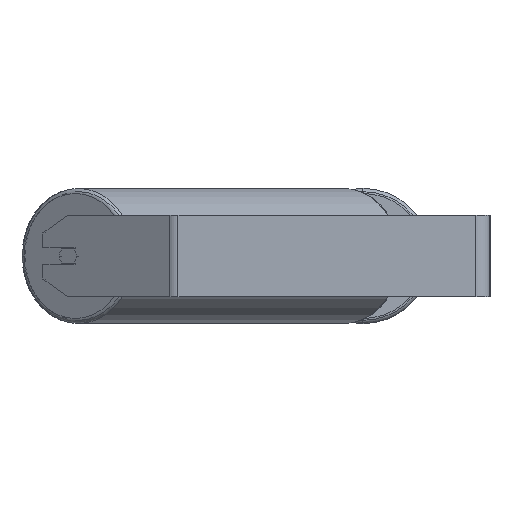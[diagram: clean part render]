
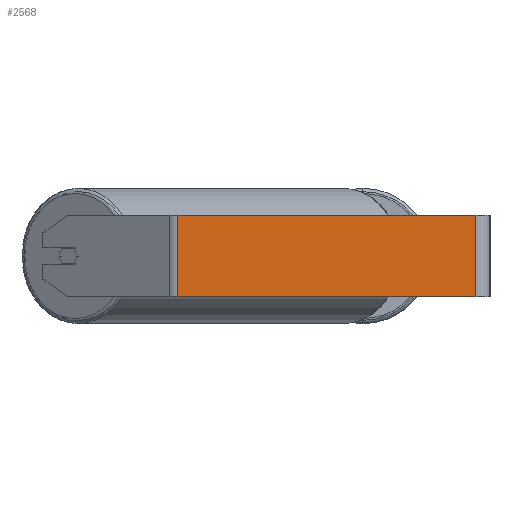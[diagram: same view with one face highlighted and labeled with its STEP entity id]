
A CAD part, left-side view. The second image highlights one B-rep face of the part: STEP entity #2568.
In plain terms, the highlighted planar face has unit normal (-1, 0, 0).
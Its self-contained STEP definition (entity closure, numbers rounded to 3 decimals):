
#431 = CARTESIAN_POINT ( 'NONE',  ( -745., 306.945, 40. ) ) ;
#916 = LINE ( 'NONE', #3630, #6503 ) ;
#1092 = LINE ( 'NONE', #431, #5954 ) ;
#1328 = LINE ( 'NONE', #6950, #6747 ) ;
#1490 = DIRECTION ( 'NONE',  ( 0., -1., 0. ) ) ;
#1579 = CARTESIAN_POINT ( 'NONE',  ( -745., 14., 40. ) ) ;
#1715 = FACE_OUTER_BOUND ( 'NONE', #3736, .T. ) ;
#1775 = EDGE_CURVE ( 'NONE', #2675, #3113, #916, .T. ) ;
#2568 = ADVANCED_FACE ( 'NONE', ( #1715 ), #3063, .F. ) ;
#2675 = VERTEX_POINT ( 'NONE', #5943 ) ;
#2727 = ORIENTED_EDGE ( 'NONE', *, *, #6423, .T. ) ;
#2780 = VERTEX_POINT ( 'NONE', #1579 ) ;
#3007 = VERTEX_POINT ( 'NONE', #4557 ) ;
#3063 = PLANE ( 'NONE',  #7165 ) ;
#3113 = VERTEX_POINT ( 'NONE', #7553 ) ;
#3630 = CARTESIAN_POINT ( 'NONE',  ( -745., 311.359, -40. ) ) ;
#3736 = EDGE_LOOP ( 'NONE', ( #5033, #4205, #5050, #2727 ) ) ;
#3774 = EDGE_CURVE ( 'NONE', #2780, #3113, #3958, .T. ) ;
#3812 = DIRECTION ( 'NONE',  ( 1., 0., 0. ) ) ;
#3936 = EDGE_CURVE ( 'NONE', #3007, #2780, #1328, .T. ) ;
#3958 = LINE ( 'NONE', #8713, #5769 ) ;
#4205 = ORIENTED_EDGE ( 'NONE', *, *, #3774, .F. ) ;
#4557 = CARTESIAN_POINT ( 'NONE',  ( -745., 306.945, 40. ) ) ;
#5033 = ORIENTED_EDGE ( 'NONE', *, *, #1775, .T. ) ;
#5050 = ORIENTED_EDGE ( 'NONE', *, *, #3936, .F. ) ;
#5441 = DIRECTION ( 'NONE',  ( 0., -1., 0. ) ) ;
#5761 = CARTESIAN_POINT ( 'NONE',  ( -745., 311.359, 40. ) ) ;
#5769 = VECTOR ( 'NONE', #7219, 1000. ) ;
#5943 = CARTESIAN_POINT ( 'NONE',  ( -745., 306.945, -40. ) ) ;
#5954 = VECTOR ( 'NONE', #7959, 1000. ) ;
#6423 = EDGE_CURVE ( 'NONE', #3007, #2675, #1092, .T. ) ;
#6503 = VECTOR ( 'NONE', #5441, 1000. ) ;
#6747 = VECTOR ( 'NONE', #1490, 1000. ) ;
#6950 = CARTESIAN_POINT ( 'NONE',  ( -745., 311.359, 40. ) ) ;
#7165 = AXIS2_PLACEMENT_3D ( 'NONE', #5761, #3812, #8530 ) ;
#7219 = DIRECTION ( 'NONE',  ( 0., 0., -1. ) ) ;
#7553 = CARTESIAN_POINT ( 'NONE',  ( -745., 14., -40. ) ) ;
#7959 = DIRECTION ( 'NONE',  ( 0., 0., -1. ) ) ;
#8530 = DIRECTION ( 'NONE',  ( 0., 0., -1. ) ) ;
#8713 = CARTESIAN_POINT ( 'NONE',  ( -745., 14., 40. ) ) ;
